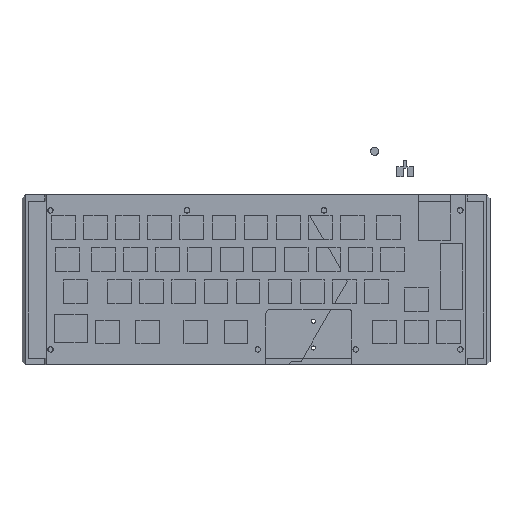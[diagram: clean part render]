
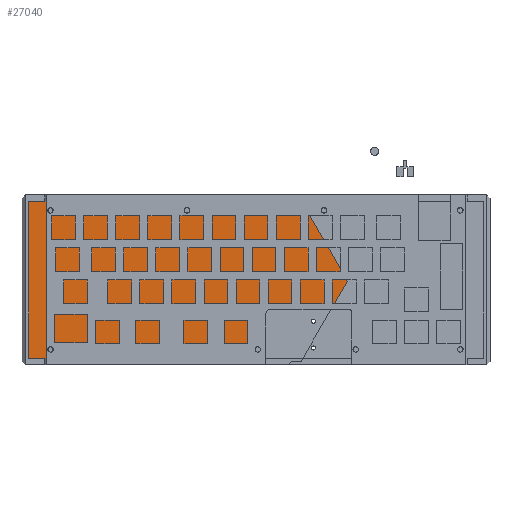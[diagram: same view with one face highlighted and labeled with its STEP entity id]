
A CAD part, top view. The second image highlights one B-rep face of the part: STEP entity #27040.
In plain terms, the highlighted planar face has unit normal (0, 0, 1).
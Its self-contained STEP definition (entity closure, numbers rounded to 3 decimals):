
#1959=FACE_BOUND('',#4597,.T.);
#1960=FACE_BOUND('',#4598,.T.);
#1961=FACE_BOUND('',#4599,.T.);
#1962=FACE_BOUND('',#4600,.T.);
#2429=CIRCLE('',#28889,2.553);
#2430=CIRCLE('',#28890,0.013);
#2431=CIRCLE('',#28891,2.263);
#2432=CIRCLE('',#28892,2.263);
#2433=CIRCLE('',#28893,2.263);
#2434=CIRCLE('',#28894,2.263);
#3053=FACE_OUTER_BOUND('',#4596,.T.);
#4596=EDGE_LOOP('',(#21143,#21144,#21145,#21146,#21147,#21148,#21149,#21150,
#21151,#21152));
#4597=EDGE_LOOP('',(#21153));
#4598=EDGE_LOOP('',(#21154));
#4599=EDGE_LOOP('',(#21155));
#4600=EDGE_LOOP('',(#21156));
#6794=LINE('',#38386,#9540);
#6826=LINE('',#38455,#9572);
#6841=LINE('',#38486,#9587);
#6844=LINE('',#38492,#9590);
#6845=LINE('',#38494,#9591);
#6846=LINE('',#38496,#9592);
#6847=LINE('',#38498,#9593);
#6848=LINE('',#38502,#9594);
#9540=VECTOR('',#32620,10.);
#9572=VECTOR('',#32676,10.);
#9587=VECTOR('',#32701,10.);
#9590=VECTOR('',#32706,10.);
#9591=VECTOR('',#32707,10.);
#9592=VECTOR('',#32708,10.);
#9593=VECTOR('',#32709,10.);
#9594=VECTOR('',#32712,10.);
#12114=VERTEX_POINT('',#38383);
#12115=VERTEX_POINT('',#38385);
#12140=VERTEX_POINT('',#38453);
#12151=VERTEX_POINT('',#38485);
#12153=VERTEX_POINT('',#38491);
#12154=VERTEX_POINT('',#38493);
#12155=VERTEX_POINT('',#38495);
#12156=VERTEX_POINT('',#38497);
#12157=VERTEX_POINT('',#38499);
#12158=VERTEX_POINT('',#38501);
#12159=VERTEX_POINT('',#38504);
#12160=VERTEX_POINT('',#38506);
#12161=VERTEX_POINT('',#38508);
#12162=VERTEX_POINT('',#38510);
#15350=EDGE_CURVE('',#12114,#12115,#6794,.T.);
#15385=EDGE_CURVE('',#12140,#12114,#6826,.T.);
#15400=EDGE_CURVE('',#12151,#12115,#6841,.T.);
#15403=EDGE_CURVE('',#12140,#12153,#6844,.T.);
#15404=EDGE_CURVE('',#12153,#12154,#6845,.T.);
#15405=EDGE_CURVE('',#12154,#12155,#6846,.T.);
#15406=EDGE_CURVE('',#12155,#12156,#6847,.T.);
#15407=EDGE_CURVE('',#12156,#12157,#2429,.T.);
#15408=EDGE_CURVE('',#12157,#12158,#6848,.T.);
#15409=EDGE_CURVE('',#12158,#12151,#2430,.T.);
#15410=EDGE_CURVE('',#12159,#12159,#2431,.T.);
#15411=EDGE_CURVE('',#12160,#12160,#2432,.T.);
#15412=EDGE_CURVE('',#12161,#12161,#2433,.T.);
#15413=EDGE_CURVE('',#12162,#12162,#2434,.T.);
#21143=ORIENTED_EDGE('',*,*,#15403,.T.);
#21144=ORIENTED_EDGE('',*,*,#15404,.T.);
#21145=ORIENTED_EDGE('',*,*,#15405,.T.);
#21146=ORIENTED_EDGE('',*,*,#15406,.T.);
#21147=ORIENTED_EDGE('',*,*,#15407,.T.);
#21148=ORIENTED_EDGE('',*,*,#15408,.T.);
#21149=ORIENTED_EDGE('',*,*,#15409,.T.);
#21150=ORIENTED_EDGE('',*,*,#15400,.T.);
#21151=ORIENTED_EDGE('',*,*,#15350,.F.);
#21152=ORIENTED_EDGE('',*,*,#15385,.F.);
#21153=ORIENTED_EDGE('',*,*,#15410,.T.);
#21154=ORIENTED_EDGE('',*,*,#15411,.T.);
#21155=ORIENTED_EDGE('',*,*,#15412,.T.);
#21156=ORIENTED_EDGE('',*,*,#15413,.T.);
#26041=PLANE('',#28888);
#27040=ADVANCED_FACE('',(#3053,#1959,#1960,#1961,#1962),#26041,.F.);
#28888=AXIS2_PLACEMENT_3D('',#38490,#32704,#32705);
#28889=AXIS2_PLACEMENT_3D('',#38500,#32710,#32711);
#28890=AXIS2_PLACEMENT_3D('',#38503,#32713,#32714);
#28891=AXIS2_PLACEMENT_3D('',#38505,#32715,#32716);
#28892=AXIS2_PLACEMENT_3D('',#38507,#32717,#32718);
#28893=AXIS2_PLACEMENT_3D('',#38509,#32719,#32720);
#28894=AXIS2_PLACEMENT_3D('',#38511,#32721,#32722);
#32620=DIRECTION('',(-0.5,-0.866,0.));
#32676=DIRECTION('',(0.5,-0.866,0.));
#32701=DIRECTION('',(1.,0.,0.));
#32704=DIRECTION('center_axis',(0.,0.,-1.));
#32705=DIRECTION('ref_axis',(1.,0.,0.));
#32706=DIRECTION('',(-1.,0.,0.));
#32707=DIRECTION('',(0.,-1.,0.));
#32708=DIRECTION('',(1.,0.,0.));
#32709=DIRECTION('',(0.,1.,0.));
#32710=DIRECTION('center_axis',(0.,0.,-1.));
#32711=DIRECTION('ref_axis',(0.,1.,0.));
#32712=DIRECTION('',(1.,0.,0.));
#32713=DIRECTION('center_axis',(0.,0.,-1.));
#32714=DIRECTION('ref_axis',(0.,1.,0.));
#32715=DIRECTION('center_axis',(0.,0.,-1.));
#32716=DIRECTION('ref_axis',(1.,0.,0.));
#32717=DIRECTION('center_axis',(0.,0.,-1.));
#32718=DIRECTION('ref_axis',(1.,0.,0.));
#32719=DIRECTION('center_axis',(0.,0.,-1.));
#32720=DIRECTION('ref_axis',(1.,0.,0.));
#32721=DIRECTION('center_axis',(0.,0.,-1.));
#32722=DIRECTION('ref_axis',(1.,0.,0.));
#38383=CARTESIAN_POINT('',(206.668,-69.749,-6.));
#38385=CARTESIAN_POINT('',(196.861,-86.735,-6.));
#38386=CARTESIAN_POINT('',(193.39,-92.747,-6.));
#38453=CARTESIAN_POINT('',(179.422,-22.557,-6.));
#38455=CARTESIAN_POINT('',(189.363,-39.777,-6.));
#38485=CARTESIAN_POINT('',(164.736,-86.735,-6.));
#38486=CARTESIAN_POINT('',(180.098,-86.735,-6.));
#38490=CARTESIAN_POINT('Origin',(152.387,-69.074,-6.));
#38491=CARTESIAN_POINT('',(17.478,-22.557,-6.));
#38492=CARTESIAN_POINT('',(84.933,-22.557,-6.));
#38493=CARTESIAN_POINT('',(17.478,-115.591,-6.));
#38494=CARTESIAN_POINT('',(17.478,-92.332,-6.));
#38495=CARTESIAN_POINT('',(158.232,-115.591,-6.));
#38496=CARTESIAN_POINT('',(219.842,-115.591,-6.));
#38497=CARTESIAN_POINT('',(158.232,-89.295,-6.));
#38498=CARTESIAN_POINT('',(158.232,-79.184,-6.));
#38499=CARTESIAN_POINT('',(160.785,-86.742,-6.));
#38500=CARTESIAN_POINT('Origin',(160.785,-89.295,-6.));
#38501=CARTESIAN_POINT('',(164.725,-86.742,-6.));
#38502=CARTESIAN_POINT('',(158.556,-86.742,-6.));
#38503=CARTESIAN_POINT('Origin',(164.736,-86.747,-6.));
#38504=CARTESIAN_POINT('',(28.09,-27.813,-6.));
#38505=CARTESIAN_POINT('Origin',(30.353,-27.813,-6.));
#38506=CARTESIAN_POINT('',(109.201,-27.813,-6.));
#38507=CARTESIAN_POINT('Origin',(111.464,-27.813,-6.));
#38508=CARTESIAN_POINT('',(151.154,-110.363,-6.));
#38509=CARTESIAN_POINT('Origin',(153.416,-110.363,-6.));
#38510=CARTESIAN_POINT('',(28.165,-110.363,-6.));
#38511=CARTESIAN_POINT('Origin',(30.428,-110.363,-6.));
